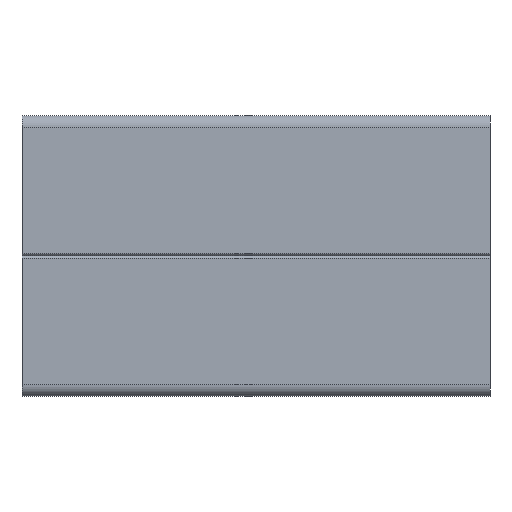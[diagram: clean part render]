
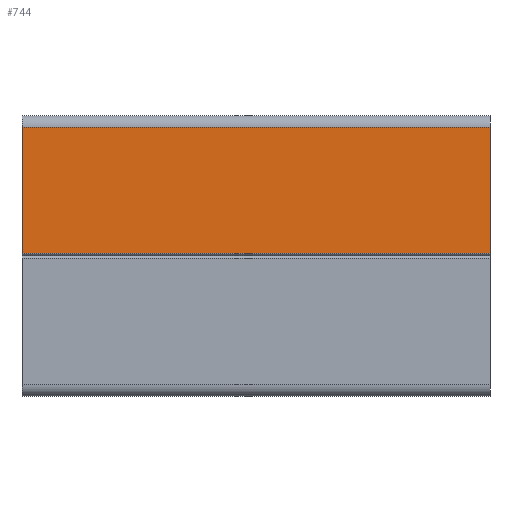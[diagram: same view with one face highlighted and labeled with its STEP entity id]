
A CAD part, top view. The second image highlights one B-rep face of the part: STEP entity #744.
In plain terms, the highlighted planar face has unit normal (0, 0, 1).
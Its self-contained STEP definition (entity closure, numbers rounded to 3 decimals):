
#2 = EDGE_CURVE ( 'NONE', #1016, #291, #675, .T. ) ;
#32 = EDGE_LOOP ( 'NONE', ( #792, #820, #869, #506 ) ) ;
#50 = CARTESIAN_POINT ( 'NONE',  ( 59.184, 55.439, 0. ) ) ;
#57 = CARTESIAN_POINT ( 'NONE',  ( -40.816, 55.439, 0. ) ) ;
#62 = FACE_OUTER_BOUND ( 'NONE', #32, .T. ) ;
#77 = EDGE_CURVE ( 'NONE', #1155, #122, #584, .T. ) ;
#80 = CARTESIAN_POINT ( 'NONE',  ( -40.816, 82.398, 0. ) ) ;
#81 = DIRECTION ( 'NONE',  ( 0., 0., -1. ) ) ;
#86 = CARTESIAN_POINT ( 'NONE',  ( 59.184, 55.439, 0. ) ) ;
#122 = VERTEX_POINT ( 'NONE', #57 ) ;
#217 = AXIS2_PLACEMENT_3D ( 'NONE', #1069, #81, #714 ) ;
#291 = VERTEX_POINT ( 'NONE', #80 ) ;
#380 = VECTOR ( 'NONE', #748, 1000. ) ;
#429 = DIRECTION ( 'NONE',  ( 0., -1., 0. ) ) ;
#457 = DIRECTION ( 'NONE',  ( -1., 0., 0. ) ) ;
#506 = ORIENTED_EDGE ( 'NONE', *, *, #2, .T. ) ;
#584 = LINE ( 'NONE', #50, #761 ) ;
#618 = VECTOR ( 'NONE', #457, 1000. ) ;
#662 = DIRECTION ( 'NONE',  ( -1., 0., 0. ) ) ;
#675 = LINE ( 'NONE', #905, #618 ) ;
#714 = DIRECTION ( 'NONE',  ( -1., 0., 0. ) ) ;
#743 = VECTOR ( 'NONE', #429, 1000. ) ;
#744 = ADVANCED_FACE ( 'NONE', ( #62 ), #788, .F. ) ;
#748 = DIRECTION ( 'NONE',  ( 0., -1., 0. ) ) ;
#751 = EDGE_CURVE ( 'NONE', #291, #122, #976, .T. ) ;
#761 = VECTOR ( 'NONE', #662, 1000. ) ;
#788 = PLANE ( 'NONE',  #217 ) ;
#792 = ORIENTED_EDGE ( 'NONE', *, *, #751, .T. ) ;
#820 = ORIENTED_EDGE ( 'NONE', *, *, #77, .F. ) ;
#859 = LINE ( 'NONE', #906, #380 ) ;
#869 = ORIENTED_EDGE ( 'NONE', *, *, #901, .F. ) ;
#901 = EDGE_CURVE ( 'NONE', #1016, #1155, #859, .T. ) ;
#905 = CARTESIAN_POINT ( 'NONE',  ( 59.184, 82.398, 0. ) ) ;
#906 = CARTESIAN_POINT ( 'NONE',  ( 59.184, 82.398, 0. ) ) ;
#931 = CARTESIAN_POINT ( 'NONE',  ( 59.184, 82.398, 0. ) ) ;
#969 = CARTESIAN_POINT ( 'NONE',  ( -40.816, 82.398, 0. ) ) ;
#976 = LINE ( 'NONE', #969, #743 ) ;
#1016 = VERTEX_POINT ( 'NONE', #931 ) ;
#1069 = CARTESIAN_POINT ( 'NONE',  ( 59.184, 82.398, 0. ) ) ;
#1155 = VERTEX_POINT ( 'NONE', #86 ) ;
